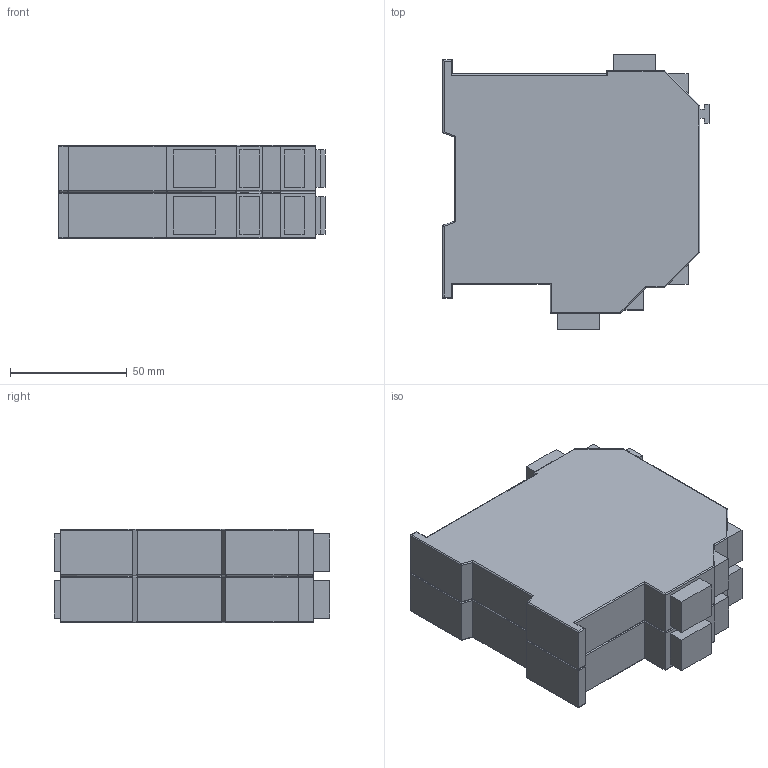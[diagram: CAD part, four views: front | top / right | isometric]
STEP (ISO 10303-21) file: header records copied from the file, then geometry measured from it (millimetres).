
FILE_DESCRIPTION((''),'2;1');
FILE_NAME('KF2_D200397A','2005-12-15T',('Pepperl+Fuchs'),('Industriehansa'),'PRO/ENGINEER BY PARAMETRIC TECHNOLOGY CORPORATION, 2005290','PRO/ENGINEER BY PARAMETRIC TECHNOLOGY CORPORATION, 2005290','');
FILE_SCHEMA(('AUTOMOTIVE_DESIGN_CC2 { 1 2 10303 214 -1 1 5 2 }'));
Length unit declared in the file: millimetre
Products named in the file (1): KF2_D200397A
Bounding box: 114 x 118 x 40 mm (x, y, z)
Volume: 415462.4 mm3; surface area: 41044.9 mm2
Topology: 1 solids, 1 shells, 184 faces, 410 edges, 240 vertices
Faces by surface type: plane 104, cylinder 80
Entity records: 7043 total; most frequent: CARTESIAN_POINT 1354, ORIENTED_EDGE 820, DIRECTION 698, PRESENTATION_STYLE_ASSIGNMENT 455, STYLED_ITEM 411, CURVE_STYLE 410, EDGE_CURVE 410, VECTOR 330
